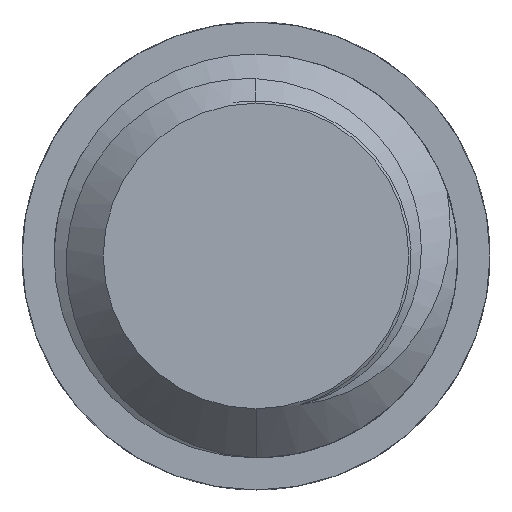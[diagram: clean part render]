
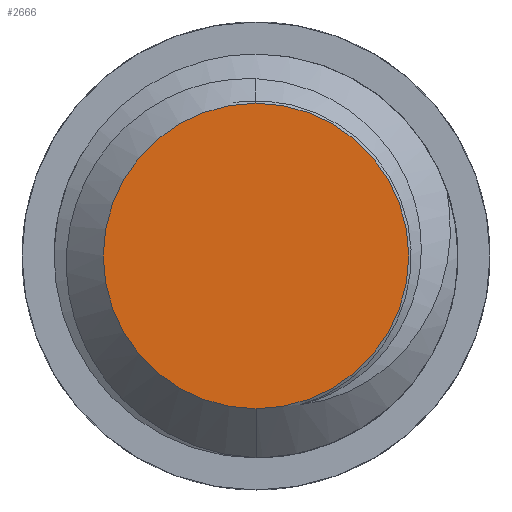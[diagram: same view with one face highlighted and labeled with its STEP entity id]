
A CAD part, front view. The second image highlights one B-rep face of the part: STEP entity #2666.
In plain terms, the highlighted planar face has unit normal (0, -1, 0).
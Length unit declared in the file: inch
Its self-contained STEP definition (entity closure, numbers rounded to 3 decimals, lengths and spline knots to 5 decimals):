
#300 = CARTESIAN_POINT ( 'NONE',  ( 0., -0.25, 0. ) ) ;
#417 = CARTESIAN_POINT ( 'NONE',  ( 0., -0.25, 0.062 ) ) ;
#499 = DIRECTION ( 'NONE',  ( 0., 1., 0. ) ) ;
#585 = ORIENTED_EDGE ( 'NONE', *, *, #1943, .F. ) ;
#614 = CARTESIAN_POINT ( 'NONE',  ( 0., -0.25, 0.062 ) ) ;
#1033 = VERTEX_POINT ( 'NONE', #2532 ) ;
#1294 = DIRECTION ( 'NONE',  ( 0., -1., 0. ) ) ;
#1715 = EDGE_LOOP ( 'NONE', ( #2432, #585 ) ) ;
#1887 = DIRECTION ( 'NONE',  ( 0., 0., 1. ) ) ;
#1943 = EDGE_CURVE ( 'NONE', #1033, #2788, #2385, .T. ) ;
#2254 = EDGE_CURVE ( 'NONE', #2788, #1033, #3854, .T. ) ;
#2364 = DIRECTION ( 'NONE',  ( 0., 0., -1. ) ) ;
#2385 = CIRCLE ( 'NONE', #3559, 0.062 ) ;
#2432 = ORIENTED_EDGE ( 'NONE', *, *, #2254, .F. ) ;
#2449 = AXIS2_PLACEMENT_3D ( 'NONE', #614, #1294, #2364 ) ;
#2532 = CARTESIAN_POINT ( 'NONE',  ( 0., -0.25, -0.062 ) ) ;
#2666 = ADVANCED_FACE ( 'NONE', ( #3684 ), #3051, .T. ) ;
#2788 = VERTEX_POINT ( 'NONE', #417 ) ;
#3051 = PLANE ( 'NONE',  #2449 ) ;
#3099 = DIRECTION ( 'NONE',  ( 0., 0., 1. ) ) ;
#3217 = CARTESIAN_POINT ( 'NONE',  ( 0., -0.25, 0. ) ) ;
#3488 = DIRECTION ( 'NONE',  ( 0., 1., 0. ) ) ;
#3559 = AXIS2_PLACEMENT_3D ( 'NONE', #3217, #499, #1887 ) ;
#3684 = FACE_OUTER_BOUND ( 'NONE', #1715, .T. ) ;
#3854 = CIRCLE ( 'NONE', #4156, 0.062 ) ;
#4156 = AXIS2_PLACEMENT_3D ( 'NONE', #300, #3488, #3099 ) ;
